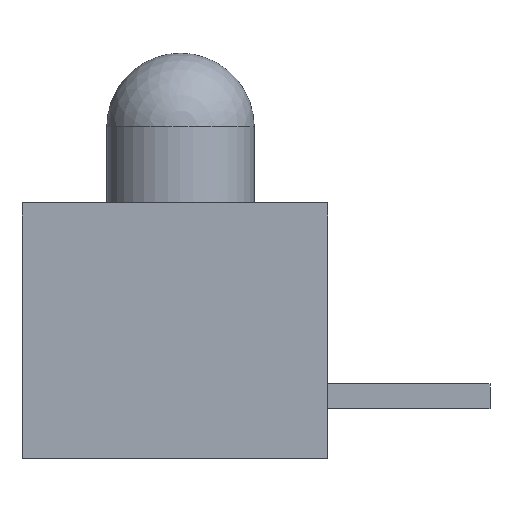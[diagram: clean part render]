
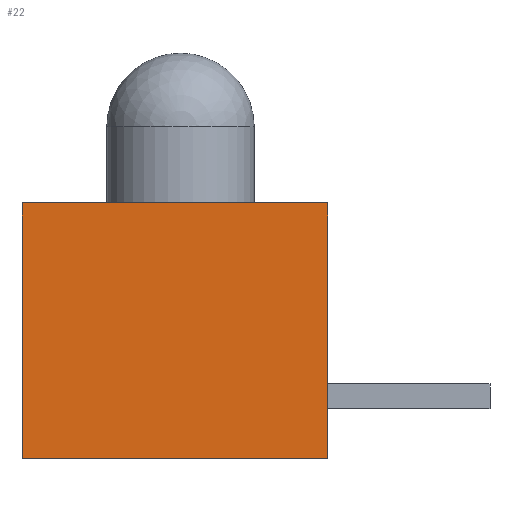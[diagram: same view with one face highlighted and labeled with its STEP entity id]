
A CAD part, left-side view. The second image highlights one B-rep face of the part: STEP entity #22.
In plain terms, the highlighted planar face has unit normal (-1, 0, 0).
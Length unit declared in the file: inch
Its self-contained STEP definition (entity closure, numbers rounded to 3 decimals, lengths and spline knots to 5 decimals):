
#3 = EDGE_CURVE ( 'NONE', #291, #253, #673, .T. ) ;
#9 = DIRECTION ( 'NONE',  ( 0., 0., -1. ) ) ;
#17 = LINE ( 'NONE', #614, #547 ) ;
#22 = ADVANCED_FACE ( 'NONE', ( #155 ), #612, .T. ) ;
#30 = ORIENTED_EDGE ( 'NONE', *, *, #337, .F. ) ;
#37 = DIRECTION ( 'NONE',  ( 0., 0., 1. ) ) ;
#41 = VERTEX_POINT ( 'NONE', #292 ) ;
#67 = VECTOR ( 'NONE', #587, 39.37008 ) ;
#77 = CARTESIAN_POINT ( 'NONE',  ( -0.0775, 0.1225, -0.1025 ) ) ;
#94 = ORIENTED_EDGE ( 'NONE', *, *, #583, .F. ) ;
#155 = FACE_OUTER_BOUND ( 'NONE', #492, .T. ) ;
#193 = EDGE_CURVE ( 'NONE', #506, #41, #562, .T. ) ;
#232 = CARTESIAN_POINT ( 'NONE',  ( -0.0775, -0.1225, -0.1025 ) ) ;
#240 = DIRECTION ( 'NONE',  ( 0., 0., 1. ) ) ;
#250 = VECTOR ( 'NONE', #240, 39.37008 ) ;
#253 = VERTEX_POINT ( 'NONE', #77 ) ;
#291 = VERTEX_POINT ( 'NONE', #335 ) ;
#292 = CARTESIAN_POINT ( 'NONE',  ( -0.0775, -0.1225, 0.1025 ) ) ;
#313 = ORIENTED_EDGE ( 'NONE', *, *, #3, .F. ) ;
#335 = CARTESIAN_POINT ( 'NONE',  ( -0.0775, -0.1225, -0.1025 ) ) ;
#337 = EDGE_CURVE ( 'NONE', #41, #291, #17, .T. ) ;
#344 = LINE ( 'NONE', #541, #250 ) ;
#355 = CARTESIAN_POINT ( 'NONE',  ( -0.0775, 0., 0. ) ) ;
#367 = AXIS2_PLACEMENT_3D ( 'NONE', #355, #475, #37 ) ;
#400 = VECTOR ( 'NONE', #631, 39.37008 ) ;
#430 = CARTESIAN_POINT ( 'NONE',  ( -0.0775, 0.1225, 0.1025 ) ) ;
#475 = DIRECTION ( 'NONE',  ( -1., 0., 0. ) ) ;
#492 = EDGE_LOOP ( 'NONE', ( #313, #30, #660, #94 ) ) ;
#506 = VERTEX_POINT ( 'NONE', #430 ) ;
#541 = CARTESIAN_POINT ( 'NONE',  ( -0.0775, 0.1225, 0.1025 ) ) ;
#547 = VECTOR ( 'NONE', #9, 39.37008 ) ;
#562 = LINE ( 'NONE', #678, #400 ) ;
#583 = EDGE_CURVE ( 'NONE', #253, #506, #344, .T. ) ;
#587 = DIRECTION ( 'NONE',  ( 0., 1., 0. ) ) ;
#612 = PLANE ( 'NONE',  #367 ) ;
#614 = CARTESIAN_POINT ( 'NONE',  ( -0.0775, -0.1225, 0.1025 ) ) ;
#631 = DIRECTION ( 'NONE',  ( 0., -1., 0. ) ) ;
#660 = ORIENTED_EDGE ( 'NONE', *, *, #193, .F. ) ;
#673 = LINE ( 'NONE', #232, #67 ) ;
#678 = CARTESIAN_POINT ( 'NONE',  ( -0.0775, -0.1225, 0.1025 ) ) ;
